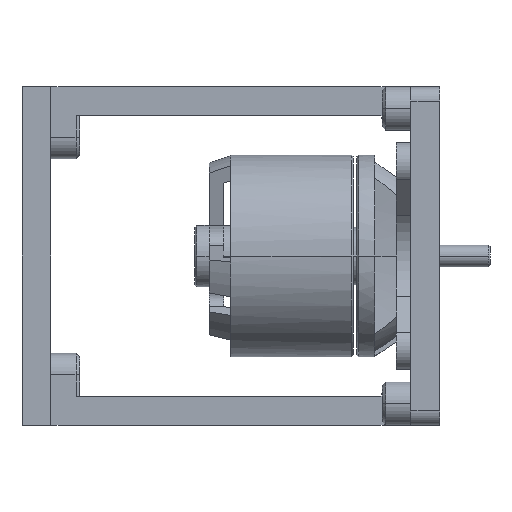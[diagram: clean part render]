
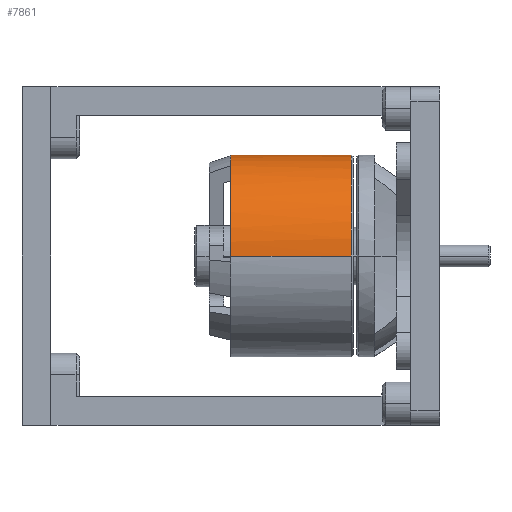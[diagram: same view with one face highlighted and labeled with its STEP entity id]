
A CAD part, left-side view. The second image highlights one B-rep face of the part: STEP entity #7861.
In plain terms, the highlighted cylindrical face has radius 14 mm (diameter 28 mm), a partial arc.
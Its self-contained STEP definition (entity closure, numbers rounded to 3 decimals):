
#6635=CARTESIAN_POINT('Vertex',(3.,-14.,0.)) ;
#6639=CARTESIAN_POINT('Control Point',(3.,-6.281,12.512)) ;
#6640=CARTESIAN_POINT('Control Point',(3.,-6.908,12.197)) ;
#6641=CARTESIAN_POINT('Control Point',(3.,-7.516,11.843)) ;
#6642=CARTESIAN_POINT('Control Point',(3.,-8.101,11.45)) ;
#6643=CARTESIAN_POINT('Control Point',(3.,-9.829,10.127)) ;
#6644=CARTESIAN_POINT('Control Point',(3.,-11.281,8.487)) ;
#6645=CARTESIAN_POINT('Control Point',(3.,-12.111,7.253)) ;
#6646=CARTESIAN_POINT('Control Point',(3.,-13.183,5.09)) ;
#6647=CARTESIAN_POINT('Control Point',(3.,-13.772,2.762)) ;
#6648=CARTESIAN_POINT('Control Point',(3.,-13.924,1.847)) ;
#6649=CARTESIAN_POINT('Control Point',(3.,-14.,0.923)) ;
#6650=CARTESIAN_POINT('Control Point',(3.,-14.,0.)) ;
#6651=CARTESIAN_POINT('Vertex',(3.,-6.281,12.512)) ;
#6765=CARTESIAN_POINT('Vertex',(3.,6.281,12.512)) ;
#6769=CARTESIAN_POINT('Control Point',(3.,14.,0.)) ;
#6770=CARTESIAN_POINT('Control Point',(3.,14.,1.47)) ;
#6771=CARTESIAN_POINT('Control Point',(3.,13.807,2.939)) ;
#6772=CARTESIAN_POINT('Control Point',(3.,13.421,4.375)) ;
#6773=CARTESIAN_POINT('Control Point',(3.,12.285,7.105)) ;
#6774=CARTESIAN_POINT('Control Point',(3.,10.484,9.451)) ;
#6775=CARTESIAN_POINT('Control Point',(3.,9.438,10.496)) ;
#6776=CARTESIAN_POINT('Control Point',(3.,8.136,11.493)) ;
#6777=CARTESIAN_POINT('Control Point',(3.,6.716,12.285)) ;
#6778=CARTESIAN_POINT('Control Point',(3.,6.572,12.363)) ;
#6779=CARTESIAN_POINT('Control Point',(3.,6.427,12.439)) ;
#6780=CARTESIAN_POINT('Control Point',(3.,6.281,12.512)) ;
#6781=CARTESIAN_POINT('Vertex',(3.,14.,0.)) ;
#6840=CARTESIAN_POINT('Control Point',(3.,1.5,13.919)) ;
#6841=CARTESIAN_POINT('Control Point',(3.,0.504,14.027)) ;
#6842=CARTESIAN_POINT('Control Point',(3.,-0.504,14.027)) ;
#6843=CARTESIAN_POINT('Control Point',(3.,-1.5,13.919)) ;
#6844=CARTESIAN_POINT('Vertex',(3.,1.5,13.919)) ;
#6846=CARTESIAN_POINT('Vertex',(3.,-1.5,13.919)) ;
#7236=CARTESIAN_POINT('Axis2P3D Location',(3.,0.,0.)) ;
#7327=CARTESIAN_POINT('Axis2P3D Location',(3.,0.,0.)) ;
#7827=CARTESIAN_POINT('Axis2P3D Location',(10.,0.,0.)) ;
#7832=CARTESIAN_POINT('Line Origine',(10.,14.,0.)) ;
#7836=CARTESIAN_POINT('Vertex',(19.75,14.,0.)) ;
#7839=CARTESIAN_POINT('Line Origine',(10.,-14.,0.)) ;
#7843=CARTESIAN_POINT('Vertex',(19.75,-14.,0.)) ;
#7846=CARTESIAN_POINT('Axis2P3D Location',(19.75,0.,0.)) ;
#7237=DIRECTION('Axis2P3D Direction',(1.,0.,0.)) ;
#7328=DIRECTION('Axis2P3D Direction',(1.,0.,0.)) ;
#7828=DIRECTION('Axis2P3D Direction',(1.,0.,0.)) ;
#7829=DIRECTION('Axis2P3D XDirection',(0.,1.,0.)) ;
#7833=DIRECTION('Vector Direction',(1.,0.,0.)) ;
#7840=DIRECTION('Vector Direction',(1.,0.,0.)) ;
#7847=DIRECTION('Axis2P3D Direction',(1.,0.,0.)) ;
#7238=AXIS2_PLACEMENT_3D('Circle Axis2P3D',#7236,#7237,$) ;
#7329=AXIS2_PLACEMENT_3D('Circle Axis2P3D',#7327,#7328,$) ;
#7830=AXIS2_PLACEMENT_3D('Cylinder Axis2P3D',#7827,#7828,#7829) ;
#7848=AXIS2_PLACEMENT_3D('Circle Axis2P3D',#7846,#7847,$) ;
#7852=ORIENTED_EDGE('',*,*,#7838,.F.) ;
#7853=ORIENTED_EDGE('',*,*,#6783,.T.) ;
#7854=ORIENTED_EDGE('',*,*,#7331,.T.) ;
#7855=ORIENTED_EDGE('',*,*,#6848,.T.) ;
#7856=ORIENTED_EDGE('',*,*,#7240,.T.) ;
#7857=ORIENTED_EDGE('',*,*,#6653,.T.) ;
#7858=ORIENTED_EDGE('',*,*,#7845,.T.) ;
#7859=ORIENTED_EDGE('',*,*,#7850,.F.) ;
#7834=VECTOR('Line Direction',#7833,1.) ;
#7841=VECTOR('Line Direction',#7840,1.) ;
#7861=ADVANCED_FACE('Corps principal',(#7860),#7831,.T.) ;
#6638=B_SPLINE_CURVE_WITH_KNOTS('',5,(#6639,#6640,#6641,#6642,#6643,#6644,#6645,#6646,#6647,#6648,#6649,#6650),.UNSPECIFIED.,.F.,.U.,(6,3,3,6),(4.261,9.227,19.62,26.15),.UNSPECIFIED.) ;
#6768=B_SPLINE_CURVE_WITH_KNOTS('',5,(#6769,#6770,#6771,#6772,#6773,#6774,#6775,#6776,#6777,#6778,#6779,#6780),.UNSPECIFIED.,.F.,.U.,(6,3,3,6),(0.,10.392,20.732,21.889),.UNSPECIFIED.) ;
#6839=B_SPLINE_CURVE_WITH_KNOTS('',3,(#6840,#6841,#6842,#6843),.UNSPECIFIED.,.F.,.U.,(4,4),(0.,4.251),.UNSPECIFIED.) ;
#7239=CIRCLE('generated circle',#7238,14.) ;
#7330=CIRCLE('generated circle',#7329,14.) ;
#7849=CIRCLE('generated circle',#7848,14.) ;
#7831=CYLINDRICAL_SURFACE('generated cylinder',#7830,14.) ;
#6653=EDGE_CURVE('',#6652,#6636,#6638,.T.) ;
#6783=EDGE_CURVE('',#6782,#6766,#6768,.T.) ;
#6848=EDGE_CURVE('',#6845,#6847,#6839,.T.) ;
#7240=EDGE_CURVE('',#6847,#6652,#7239,.T.) ;
#7331=EDGE_CURVE('',#6766,#6845,#7330,.T.) ;
#7838=EDGE_CURVE('',#6782,#7837,#7835,.T.) ;
#7845=EDGE_CURVE('',#6636,#7844,#7842,.T.) ;
#7850=EDGE_CURVE('',#7837,#7844,#7849,.T.) ;
#7851=EDGE_LOOP('',(#7852,#7853,#7854,#7855,#7856,#7857,#7858,#7859)) ;
#7860=FACE_OUTER_BOUND('',#7851,.T.) ;
#7835=LINE('Line',#7832,#7834) ;
#7842=LINE('Line',#7839,#7841) ;
#6636=VERTEX_POINT('',#6635) ;
#6652=VERTEX_POINT('',#6651) ;
#6766=VERTEX_POINT('',#6765) ;
#6782=VERTEX_POINT('',#6781) ;
#6845=VERTEX_POINT('',#6844) ;
#6847=VERTEX_POINT('',#6846) ;
#7837=VERTEX_POINT('',#7836) ;
#7844=VERTEX_POINT('',#7843) ;
